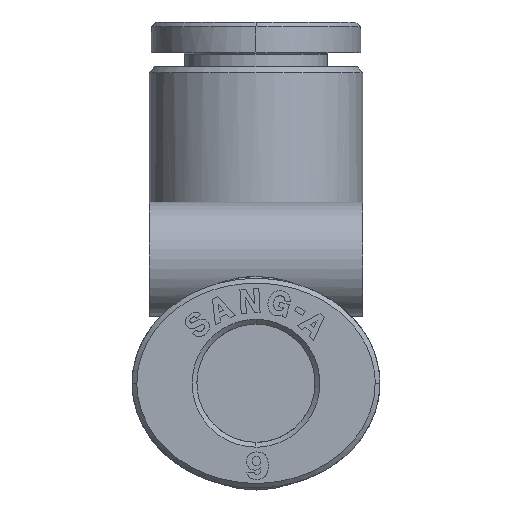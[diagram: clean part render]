
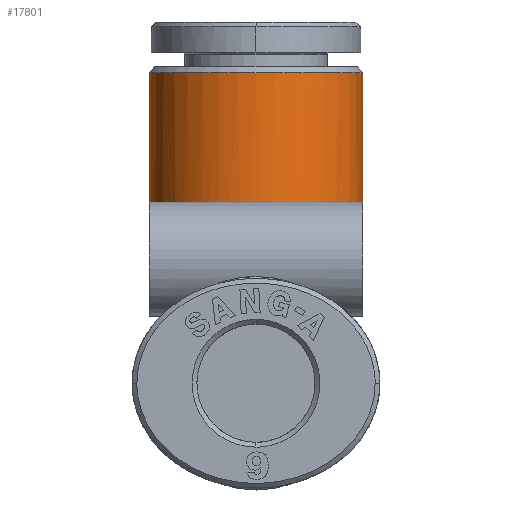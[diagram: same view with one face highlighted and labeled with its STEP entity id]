
A CAD part, left-side view. The second image highlights one B-rep face of the part: STEP entity #17801.
In plain terms, the highlighted cylindrical face has radius 5.6 mm (diameter 11.2 mm), a partial arc.
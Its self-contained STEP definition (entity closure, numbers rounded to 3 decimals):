
#66 = DIRECTION ( 'NONE',  ( 0., 0., 1. ) ) ;
#487 = CARTESIAN_POINT ( 'NONE',  ( -3.839, 3.795, 8.126 ) ) ;
#585 = CARTESIAN_POINT ( 'NONE',  ( -3.976, -3.638, 8.28 ) ) ;
#756 = CARTESIAN_POINT ( 'NONE',  ( -3.231, -4.361, 6.564 ) ) ;
#1971 = EDGE_CURVE ( 'NONE', #18790, #5506, #7770, .T. ) ;
#2281 = CARTESIAN_POINT ( 'NONE',  ( 0.282, 5.6, 10.484 ) ) ;
#2476 = CARTESIAN_POINT ( 'NONE',  ( -3.976, 3.644, 8.287 ) ) ;
#2745 = CARTESIAN_POINT ( 'NONE',  ( -3.59, 4.049, 7.749 ) ) ;
#4371 = DIRECTION ( 'NONE',  ( 0., 0., -1. ) ) ;
#4518 = CARTESIAN_POINT ( 'NONE',  ( -3.231, 4.361, 6.564 ) ) ;
#4605 = CARTESIAN_POINT ( 'NONE',  ( -4.751, 2.468, 8.903 ) ) ;
#4692 = CARTESIAN_POINT ( 'NONE',  ( -3.312, 4.296, 7.069 ) ) ;
#4756 = CARTESIAN_POINT ( 'NONE',  ( 0.282, -5.6, 16.084 ) ) ;
#4884 = CARTESIAN_POINT ( 'NONE',  ( -3.595, -4.041, 7.745 ) ) ;
#5506 = VERTEX_POINT ( 'NONE', #6731 ) ;
#5698 = VERTEX_POINT ( 'NONE', #15249 ) ;
#6210 = DIRECTION ( 'NONE',  ( 0., -1., 0. ) ) ;
#6731 = CARTESIAN_POINT ( 'NONE',  ( 0.282, 5.6, 16.084 ) ) ;
#6804 = CARTESIAN_POINT ( 'NONE',  ( -5.037, -1.769, 9.043 ) ) ;
#6896 = CARTESIAN_POINT ( 'NONE',  ( -4.635, 2.691, 8.837 ) ) ;
#6981 = CARTESIAN_POINT ( 'NONE',  ( -3.439, -4.185, 7.421 ) ) ;
#7540 = CARTESIAN_POINT ( 'NONE',  ( -3.231, 4.361, 6.564 ) ) ;
#7770 = LINE ( 'NONE', #2281, #24374 ) ;
#8870 = DIRECTION ( 'NONE',  ( 0., -1., 0. ) ) ;
#9086 = CARTESIAN_POINT ( 'NONE',  ( -3.314, -4.294, 7.075 ) ) ;
#9295 = CIRCLE ( 'NONE', #17897, 5.6 ) ;
#9363 = CIRCLE ( 'NONE', #17221, 5.6 ) ;
#9511 = EDGE_CURVE ( 'NONE', #5698, #13352, #9363, .T. ) ;
#10615 = FACE_OUTER_BOUND ( 'NONE', #16833, .T. ) ;
#10706 = DIRECTION ( 'NONE',  ( 0., 0., 1. ) ) ;
#10904 = CARTESIAN_POINT ( 'NONE',  ( -5.318, 0.257, 9.146 ) ) ;
#10988 = CARTESIAN_POINT ( 'NONE',  ( -5.038, 1.767, 9.043 ) ) ;
#11453 = DIRECTION ( 'NONE',  ( 0., 0., -1. ) ) ;
#12101 = CARTESIAN_POINT ( 'NONE',  ( 0.282, 0., 6.564 ) ) ;
#12823 = CARTESIAN_POINT ( 'NONE',  ( 0.282, 0., 16.084 ) ) ;
#12874 = CARTESIAN_POINT ( 'NONE',  ( -5.3, 0.515, 9.14 ) ) ;
#12969 = CARTESIAN_POINT ( 'NONE',  ( -3.255, 4.341, 6.823 ) ) ;
#13056 = CARTESIAN_POINT ( 'NONE',  ( -4.25, -3.296, 8.556 ) ) ;
#13352 = VERTEX_POINT ( 'NONE', #19867 ) ;
#13539 = CARTESIAN_POINT ( 'NONE',  ( 0.282, 0., 6.564 ) ) ;
#14429 = CARTESIAN_POINT ( 'NONE',  ( 0.282, 0., 10.484 ) ) ;
#14489 = AXIS2_PLACEMENT_3D ( 'NONE', #14429, #26632, #8870 ) ;
#14968 = CARTESIAN_POINT ( 'NONE',  ( -3.481, 4.149, 7.537 ) ) ;
#15059 = CARTESIAN_POINT ( 'NONE',  ( -5.318, -0.519, 9.146 ) ) ;
#15242 = CARTESIAN_POINT ( 'NONE',  ( -5.229, 1.026, 9.116 ) ) ;
#15249 = CARTESIAN_POINT ( 'NONE',  ( 0.282, -5.6, 6.564 ) ) ;
#15330 = CARTESIAN_POINT ( 'NONE',  ( -4.045, -3.556, 8.355 ) ) ;
#15638 = VECTOR ( 'NONE', #66, 1000. ) ;
#16097 = VERTEX_POINT ( 'NONE', #7540 ) ;
#16245 = EDGE_CURVE ( 'NONE', #16097, #13352, #19937, .T. ) ;
#16832 = CARTESIAN_POINT ( 'NONE',  ( 0.282, -5.6, 10.484 ) ) ;
#16833 = EDGE_LOOP ( 'NONE', ( #25999, #20429, #21387, #24795, #20070, #22974 ) ) ;
#17061 = CARTESIAN_POINT ( 'NONE',  ( -4.636, -2.689, 8.837 ) ) ;
#17149 = EDGE_CURVE ( 'NONE', #5698, #17843, #21523, .T. ) ;
#17221 = AXIS2_PLACEMENT_3D ( 'NONE', #12101, #18113, #18211 ) ;
#17337 = CARTESIAN_POINT ( 'NONE',  ( -3.778, -3.858, 8.033 ) ) ;
#17801 = ADVANCED_FACE ( 'NONE', ( #10615 ), #18104, .T. ) ;
#17843 = VERTEX_POINT ( 'NONE', #4756 ) ;
#17897 = AXIS2_PLACEMENT_3D ( 'NONE', #13539, #11453, #21378 ) ;
#18104 = CYLINDRICAL_SURFACE ( 'NONE', #14489, 5.6 ) ;
#18113 = DIRECTION ( 'NONE',  ( 0., 0., -1. ) ) ;
#18211 = DIRECTION ( 'NONE',  ( 1., 0., 0. ) ) ;
#18525 = EDGE_CURVE ( 'NONE', #16097, #18790, #9295, .T. ) ;
#18790 = VERTEX_POINT ( 'NONE', #24746 ) ;
#19188 = CARTESIAN_POINT ( 'NONE',  ( -5.176, 1.278, 9.098 ) ) ;
#19271 = CARTESIAN_POINT ( 'NONE',  ( -5.247, -1.026, 9.126 ) ) ;
#19445 = CARTESIAN_POINT ( 'NONE',  ( -4.385, 3.104, 8.664 ) ) ;
#19542 = CARTESIAN_POINT ( 'NONE',  ( -3.487, -4.142, 7.532 ) ) ;
#19867 = CARTESIAN_POINT ( 'NONE',  ( -3.231, -4.361, 6.564 ) ) ;
#19937 = B_SPLINE_CURVE_WITH_KNOTS ( 'NONE', 3,
 ( #4518, #12969, #4692, #14968, #2745, #487, #2476, #25523, #19445, #6896, #4605, #23432, #10988, #19188, #15242, #12874, #10904, #15059, #19271, #6804, #21441, #21532, #17061, #21345, #13056, #15330, #585, #23519, #17337, #25715, #4884, #19542, #6981, #9086, #23602, #756 ),
 .UNSPECIFIED., .F., .F.,
 ( 4, 2, 2, 2, 2, 2, 2, 2, 2, 2, 2, 2, 2, 2, 2, 2, 2, 4 ),
 ( -0.006, -0.005, -0.005, -0.004, -0.003, -0.002, -0.002, -0.001, 0., 0.002, 0.002, 0.003, 0.004, 0.004, 0.005, 0.005, 0.005, 0.006 ),
 .UNSPECIFIED. ) ;
#20070 = ORIENTED_EDGE ( 'NONE', *, *, #17149, .T. ) ;
#20429 = ORIENTED_EDGE ( 'NONE', *, *, #18525, .F. ) ;
#21345 = CARTESIAN_POINT ( 'NONE',  ( -4.384, -3.106, 8.663 ) ) ;
#21378 = DIRECTION ( 'NONE',  ( 1., 0., 0. ) ) ;
#21387 = ORIENTED_EDGE ( 'NONE', *, *, #16245, .T. ) ;
#21441 = CARTESIAN_POINT ( 'NONE',  ( -4.952, -2.008, 9.006 ) ) ;
#21523 = LINE ( 'NONE', #16832, #15638 ) ;
#21532 = CARTESIAN_POINT ( 'NONE',  ( -4.751, -2.467, 8.903 ) ) ;
#22375 = CIRCLE ( 'NONE', #23551, 5.6 ) ;
#22751 = EDGE_CURVE ( 'NONE', #17843, #5506, #22375, .T. ) ;
#22974 = ORIENTED_EDGE ( 'NONE', *, *, #22751, .T. ) ;
#23432 = CARTESIAN_POINT ( 'NONE',  ( -4.953, 2.005, 9.006 ) ) ;
#23519 = CARTESIAN_POINT ( 'NONE',  ( -3.843, -3.789, 8.12 ) ) ;
#23551 = AXIS2_PLACEMENT_3D ( 'NONE', #12823, #4371, #6210 ) ;
#23602 = CARTESIAN_POINT ( 'NONE',  ( -3.255, -4.341, 6.823 ) ) ;
#24374 = VECTOR ( 'NONE', #10706, 1000. ) ;
#24746 = CARTESIAN_POINT ( 'NONE',  ( 0.282, 5.6, 6.564 ) ) ;
#24795 = ORIENTED_EDGE ( 'NONE', *, *, #9511, .F. ) ;
#25523 = CARTESIAN_POINT ( 'NONE',  ( -4.249, 3.297, 8.556 ) ) ;
#25715 = CARTESIAN_POINT ( 'NONE',  ( -3.654, -3.984, 7.846 ) ) ;
#25999 = ORIENTED_EDGE ( 'NONE', *, *, #1971, .F. ) ;
#26632 = DIRECTION ( 'NONE',  ( 0., 0., 1. ) ) ;
